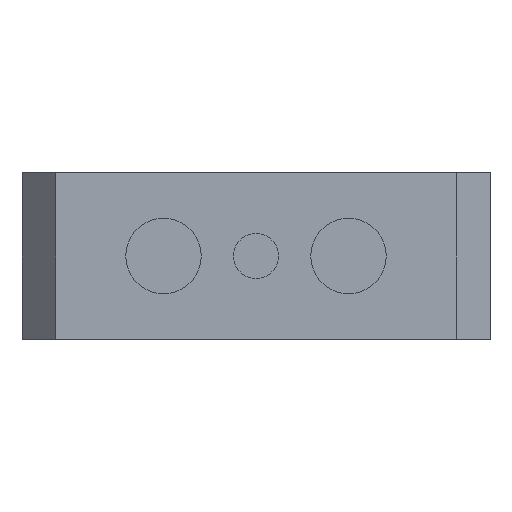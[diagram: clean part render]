
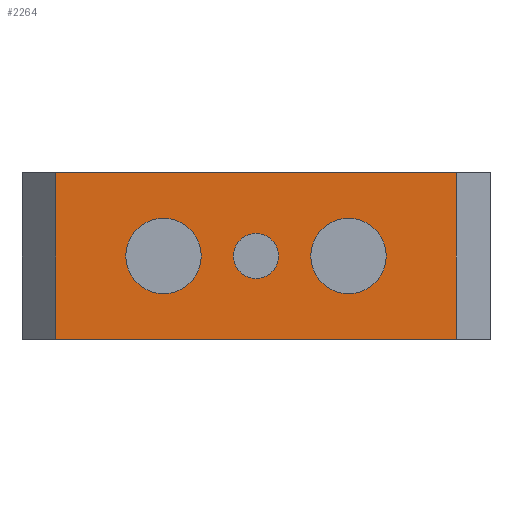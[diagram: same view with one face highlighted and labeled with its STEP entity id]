
A CAD part, left-side view. The second image highlights one B-rep face of the part: STEP entity #2264.
In plain terms, the highlighted planar face has unit normal (-1, 0, 0).
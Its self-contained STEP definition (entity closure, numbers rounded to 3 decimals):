
#30 = DIRECTION ( 'NONE',  ( 0., 0., 1. ) ) ;
#70 = VERTEX_POINT ( 'NONE', #6741 ) ;
#114 = DIRECTION ( 'NONE',  ( -1., 0., 0. ) ) ;
#145 = EDGE_CURVE ( 'NONE', #1836, #7723, #4469, .T. ) ;
#210 = CARTESIAN_POINT ( 'NONE',  ( 0., 12.25, 11. ) ) ;
#217 = CARTESIAN_POINT ( 'NONE',  ( 0., 12.25, 11. ) ) ;
#405 = VERTEX_POINT ( 'NONE', #9056 ) ;
#498 = CARTESIAN_POINT ( 'NONE',  ( 0., 0., 22. ) ) ;
#971 = DIRECTION ( 'NONE',  ( 0., 0., 1. ) ) ;
#1020 = DIRECTION ( 'NONE',  ( 0., 0., -1. ) ) ;
#1289 = CARTESIAN_POINT ( 'NONE',  ( 0., 0., 14. ) ) ;
#1394 = FACE_OUTER_BOUND ( 'NONE', #3148, .T. ) ;
#1402 = FACE_BOUND ( 'NONE', #8665, .T. ) ;
#1412 = FACE_BOUND ( 'NONE', #3468, .T. ) ;
#1421 = FACE_BOUND ( 'NONE', #4283, .T. ) ;
#1507 = DIRECTION ( 'NONE',  ( 0., 0., 1. ) ) ;
#1673 = CARTESIAN_POINT ( 'NONE',  ( 0., 26.5, 22. ) ) ;
#1793 = CARTESIAN_POINT ( 'NONE',  ( 0., 26.5, 22. ) ) ;
#1836 = VERTEX_POINT ( 'NONE', #6868 ) ;
#2180 = CIRCLE ( 'NONE', #3974, 5. ) ;
#2248 = DIRECTION ( 'NONE',  ( -1., 0., 0. ) ) ;
#2264 = ADVANCED_FACE ( 'NONE', ( #1402, #1421, #1412, #1394 ), #5234, .F. ) ;
#2304 = ORIENTED_EDGE ( 'NONE', *, *, #145, .F. ) ;
#2310 = CARTESIAN_POINT ( 'NONE',  ( 0., 0., 11. ) ) ;
#2390 = AXIS2_PLACEMENT_3D ( 'NONE', #5096, #4433, #4262 ) ;
#2901 = CIRCLE ( 'NONE', #7014, 3. ) ;
#3148 = EDGE_LOOP ( 'NONE', ( #4864, #2304, #7382, #5817 ) ) ;
#3181 = AXIS2_PLACEMENT_3D ( 'NONE', #210, #5703, #971 ) ;
#3184 = CARTESIAN_POINT ( 'NONE',  ( 0., -12.25, 11. ) ) ;
#3263 = DIRECTION ( 'NONE',  ( -1., 0., 0. ) ) ;
#3305 = ORIENTED_EDGE ( 'NONE', *, *, #3788, .F. ) ;
#3468 = EDGE_LOOP ( 'NONE', ( #4770, #6550 ) ) ;
#3788 = EDGE_CURVE ( 'NONE', #405, #7049, #9500, .T. ) ;
#3796 = CIRCLE ( 'NONE', #8894, 5. ) ;
#3932 = DIRECTION ( 'NONE',  ( 0., -1., 0. ) ) ;
#3968 = DIRECTION ( 'NONE',  ( 0., 0., 1. ) ) ;
#3974 = AXIS2_PLACEMENT_3D ( 'NONE', #3184, #8609, #3968 ) ;
#4043 = CIRCLE ( 'NONE', #3181, 5. ) ;
#4170 = EDGE_CURVE ( 'NONE', #8981, #6944, #9082, .T. ) ;
#4224 = DIRECTION ( 'NONE',  ( 0., 0., -1. ) ) ;
#4262 = DIRECTION ( 'NONE',  ( 0., 0., -1. ) ) ;
#4283 = EDGE_LOOP ( 'NONE', ( #3305, #8844 ) ) ;
#4397 = EDGE_CURVE ( 'NONE', #8053, #7723, #8770, .T. ) ;
#4433 = DIRECTION ( 'NONE',  ( 1., 0., 0. ) ) ;
#4434 = VECTOR ( 'NONE', #4224, 1000. ) ;
#4469 = LINE ( 'NONE', #6387, #4434 ) ;
#4606 = DIRECTION ( 'NONE',  ( -1., 0., 0. ) ) ;
#4770 = ORIENTED_EDGE ( 'NONE', *, *, #4170, .F. ) ;
#4864 = ORIENTED_EDGE ( 'NONE', *, *, #4397, .T. ) ;
#4939 = ORIENTED_EDGE ( 'NONE', *, *, #9098, .F. ) ;
#5096 = CARTESIAN_POINT ( 'NONE',  ( 0., 0., 22. ) ) ;
#5124 = VERTEX_POINT ( 'NONE', #1673 ) ;
#5234 = PLANE ( 'NONE',  #2390 ) ;
#5621 = VECTOR ( 'NONE', #1020, 1000. ) ;
#5684 = LINE ( 'NONE', #1793, #5621 ) ;
#5688 = CARTESIAN_POINT ( 'NONE',  ( 0., 12.25, 6. ) ) ;
#5700 = EDGE_CURVE ( 'NONE', #5124, #1836, #7068, .T. ) ;
#5703 = DIRECTION ( 'NONE',  ( -1., 0., 0. ) ) ;
#5817 = ORIENTED_EDGE ( 'NONE', *, *, #6762, .T. ) ;
#5940 = VERTEX_POINT ( 'NONE', #8370 ) ;
#6022 = DIRECTION ( 'NONE',  ( 0., -1., 0. ) ) ;
#6387 = CARTESIAN_POINT ( 'NONE',  ( 0., -26.5, 22. ) ) ;
#6526 = ORIENTED_EDGE ( 'NONE', *, *, #8057, .F. ) ;
#6550 = ORIENTED_EDGE ( 'NONE', *, *, #8654, .F. ) ;
#6741 = CARTESIAN_POINT ( 'NONE',  ( 0., -12.25, 16. ) ) ;
#6762 = EDGE_CURVE ( 'NONE', #5124, #8053, #5684, .T. ) ;
#6868 = CARTESIAN_POINT ( 'NONE',  ( 0., -26.5, 22. ) ) ;
#6944 = VERTEX_POINT ( 'NONE', #9048 ) ;
#7014 = AXIS2_PLACEMENT_3D ( 'NONE', #7938, #3263, #8687 ) ;
#7023 = VECTOR ( 'NONE', #6022, 1000. ) ;
#7049 = VERTEX_POINT ( 'NONE', #5688 ) ;
#7068 = LINE ( 'NONE', #498, #7023 ) ;
#7382 = ORIENTED_EDGE ( 'NONE', *, *, #5700, .F. ) ;
#7723 = VERTEX_POINT ( 'NONE', #8494 ) ;
#7883 = EDGE_CURVE ( 'NONE', #7049, #405, #4043, .T. ) ;
#7938 = CARTESIAN_POINT ( 'NONE',  ( 0., 0., 11. ) ) ;
#8053 = VERTEX_POINT ( 'NONE', #9187 ) ;
#8057 = EDGE_CURVE ( 'NONE', #70, #5940, #3796, .T. ) ;
#8370 = CARTESIAN_POINT ( 'NONE',  ( 0., -12.25, 6. ) ) ;
#8494 = CARTESIAN_POINT ( 'NONE',  ( 0., -26.5, 0. ) ) ;
#8566 = CARTESIAN_POINT ( 'NONE',  ( 0., 0., 0. ) ) ;
#8609 = DIRECTION ( 'NONE',  ( -1., 0., 0. ) ) ;
#8654 = EDGE_CURVE ( 'NONE', #6944, #8981, #2901, .T. ) ;
#8665 = EDGE_LOOP ( 'NONE', ( #6526, #4939 ) ) ;
#8687 = DIRECTION ( 'NONE',  ( 0., 0., 1. ) ) ;
#8721 = VECTOR ( 'NONE', #3932, 1000. ) ;
#8732 = AXIS2_PLACEMENT_3D ( 'NONE', #2310, #2248, #1507 ) ;
#8770 = LINE ( 'NONE', #8566, #8721 ) ;
#8844 = ORIENTED_EDGE ( 'NONE', *, *, #7883, .F. ) ;
#8894 = AXIS2_PLACEMENT_3D ( 'NONE', #9221, #4606, #9974 ) ;
#8921 = AXIS2_PLACEMENT_3D ( 'NONE', #217, #114, #30 ) ;
#8981 = VERTEX_POINT ( 'NONE', #1289 ) ;
#9048 = CARTESIAN_POINT ( 'NONE',  ( 0., 0., 8. ) ) ;
#9056 = CARTESIAN_POINT ( 'NONE',  ( 0., 12.25, 16. ) ) ;
#9082 = CIRCLE ( 'NONE', #8732, 3. ) ;
#9098 = EDGE_CURVE ( 'NONE', #5940, #70, #2180, .T. ) ;
#9187 = CARTESIAN_POINT ( 'NONE',  ( 0., 26.5, 0. ) ) ;
#9221 = CARTESIAN_POINT ( 'NONE',  ( 0., -12.25, 11. ) ) ;
#9500 = CIRCLE ( 'NONE', #8921, 5. ) ;
#9974 = DIRECTION ( 'NONE',  ( 0., 0., 1. ) ) ;
